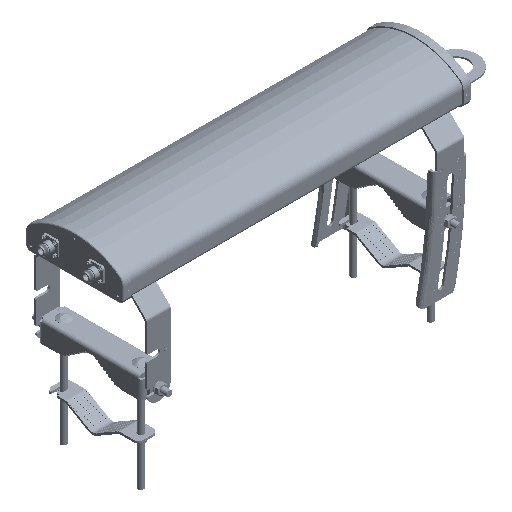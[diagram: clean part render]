
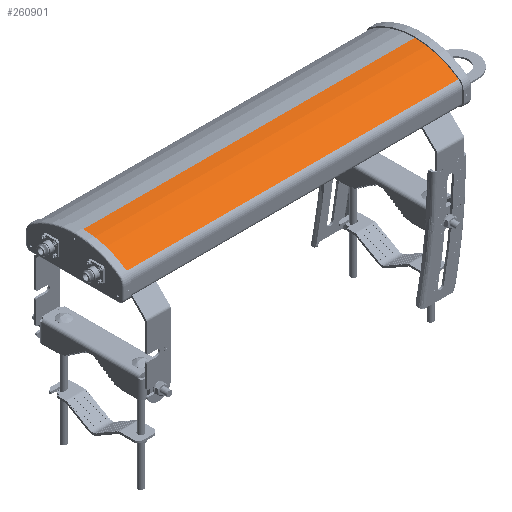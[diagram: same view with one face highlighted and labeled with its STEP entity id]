
A CAD part, isometric view. The second image highlights one B-rep face of the part: STEP entity #260901.
In plain terms, the highlighted cylindrical face has radius 125.46 mm (diameter 250.919 mm), a partial arc.
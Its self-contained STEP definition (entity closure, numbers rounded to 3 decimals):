
#7004 = LINE ( 'NONE', #47396, #202313 ) ;
#38153 = ORIENTED_EDGE ( 'NONE', *, *, #247876, .T. ) ;
#47396 = CARTESIAN_POINT ( 'NONE',  ( -494.5, 0., 45.7 ) ) ;
#51657 = CYLINDRICAL_SURFACE ( 'NONE', #304199, 125.46 ) ;
#61305 = VECTOR ( 'NONE', #90105, 1000. ) ;
#63165 = CIRCLE ( 'NONE', #219406, 125.46 ) ;
#74734 = ORIENTED_EDGE ( 'NONE', *, *, #279315, .F. ) ;
#80423 = DIRECTION ( 'NONE',  ( 0., 0., 1. ) ) ;
#86445 = VERTEX_POINT ( 'NONE', #125780 ) ;
#90105 = DIRECTION ( 'NONE',  ( 1., 0., 0. ) ) ;
#95078 = VERTEX_POINT ( 'NONE', #134051 ) ;
#96116 = DIRECTION ( 'NONE',  ( 0., 0., 1. ) ) ;
#97995 = EDGE_CURVE ( 'NONE', #95078, #341596, #63165, .T. ) ;
#105977 = DIRECTION ( 'NONE',  ( -1., 0., 0. ) ) ;
#125780 = CARTESIAN_POINT ( 'NONE',  ( 102.5, 0., 45.7 ) ) ;
#134051 = CARTESIAN_POINT ( 'NONE',  ( -472.5, 0., 45.7 ) ) ;
#136003 = ORIENTED_EDGE ( 'NONE', *, *, #293985, .T. ) ;
#141487 = CARTESIAN_POINT ( 'NONE',  ( -472.5, 0., -79.76 ) ) ;
#180451 = CIRCLE ( 'NONE', #206044, 125.46 ) ;
#202313 = VECTOR ( 'NONE', #364702, 1000. ) ;
#203263 = CARTESIAN_POINT ( 'NONE',  ( -494.5, -72.691, 22.496 ) ) ;
#206044 = AXIS2_PLACEMENT_3D ( 'NONE', #250672, #105977, #308983 ) ;
#209741 = ORIENTED_EDGE ( 'NONE', *, *, #97995, .T. ) ;
#219406 = AXIS2_PLACEMENT_3D ( 'NONE', #141487, #284854, #80423 ) ;
#247876 = EDGE_CURVE ( 'NONE', #341596, #346982, #252211, .T. ) ;
#250672 = CARTESIAN_POINT ( 'NONE',  ( 102.5, 0., -79.76 ) ) ;
#252211 = LINE ( 'NONE', #203263, #61305 ) ;
#256062 = CARTESIAN_POINT ( 'NONE',  ( -472.5, -72.691, 22.496 ) ) ;
#260901 = ADVANCED_FACE ( 'NONE', ( #310613 ), #51657, .T. ) ;
#265117 = DIRECTION ( 'NONE',  ( 1., 0., 0. ) ) ;
#275898 = CARTESIAN_POINT ( 'NONE',  ( 102.5, -72.691, 22.496 ) ) ;
#279315 = EDGE_CURVE ( 'NONE', #95078, #86445, #7004, .T. ) ;
#279771 = EDGE_LOOP ( 'NONE', ( #74734, #209741, #38153, #136003 ) ) ;
#284854 = DIRECTION ( 'NONE',  ( 1., 0., 0. ) ) ;
#293985 = EDGE_CURVE ( 'NONE', #346982, #86445, #180451, .T. ) ;
#304199 = AXIS2_PLACEMENT_3D ( 'NONE', #353705, #265117, #96116 ) ;
#308983 = DIRECTION ( 'NONE',  ( 0., 0., 1. ) ) ;
#310613 = FACE_OUTER_BOUND ( 'NONE', #279771, .T. ) ;
#341596 = VERTEX_POINT ( 'NONE', #256062 ) ;
#346982 = VERTEX_POINT ( 'NONE', #275898 ) ;
#353705 = CARTESIAN_POINT ( 'NONE',  ( -494.5, 0., -79.76 ) ) ;
#364702 = DIRECTION ( 'NONE',  ( 1., 0., 0. ) ) ;
